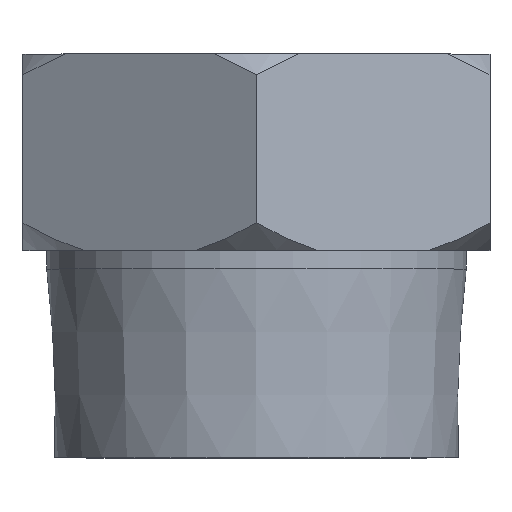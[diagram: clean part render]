
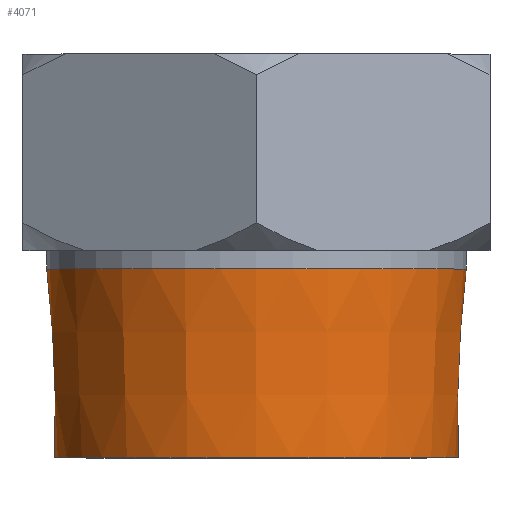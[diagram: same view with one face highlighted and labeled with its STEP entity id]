
A CAD part, top view. The second image highlights one B-rep face of the part: STEP entity #4071.
In plain terms, the highlighted conical face has half-angle 2.41 degrees and reference radius 22.025 mm.
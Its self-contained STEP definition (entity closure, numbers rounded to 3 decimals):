
#265=FACE_BOUND('',#1494,.T.);
#1251=FACE_OUTER_BOUND('',#1493,.T.);
#1493=EDGE_LOOP('',(#2881));
#1494=EDGE_LOOP('',(#2882));
#1744=CIRCLE('',#4314,22.45);
#1752=CIRCLE('',#4328,21.6);
#1822=VERTEX_POINT('',#5396);
#1830=VERTEX_POINT('',#5418);
#2243=EDGE_CURVE('',#1822,#1822,#1744,.T.);
#2251=EDGE_CURVE('',#1830,#1830,#1752,.T.);
#2881=ORIENTED_EDGE('',*,*,#2251,.T.);
#2882=ORIENTED_EDGE('',*,*,#2243,.F.);
#4049=CONICAL_SURFACE('',#4329,22.025,2.41);
#4071=ADVANCED_FACE('',(#1251,#265),#4049,.T.);
#4314=AXIS2_PLACEMENT_3D('',#5397,#4539,#4540);
#4328=AXIS2_PLACEMENT_3D('',#5419,#4567,#4568);
#4329=AXIS2_PLACEMENT_3D('',#5420,#4569,#4570);
#4539=DIRECTION('center_axis',(0.,1.,0.));
#4540=DIRECTION('ref_axis',(1.,0.,0.));
#4567=DIRECTION('center_axis',(0.,1.,0.));
#4568=DIRECTION('ref_axis',(1.,0.,0.));
#4569=DIRECTION('center_axis',(0.,1.,0.));
#4570=DIRECTION('ref_axis',(0.,0.,1.));
#5396=CARTESIAN_POINT('',(0.,-2.,22.45));
#5397=CARTESIAN_POINT('Origin',(0.,-2.,0.));
#5418=CARTESIAN_POINT('',(0.,-22.2,21.6));
#5419=CARTESIAN_POINT('Origin',(0.,-22.2,0.));
#5420=CARTESIAN_POINT('Origin',(0.,-12.1,0.));
